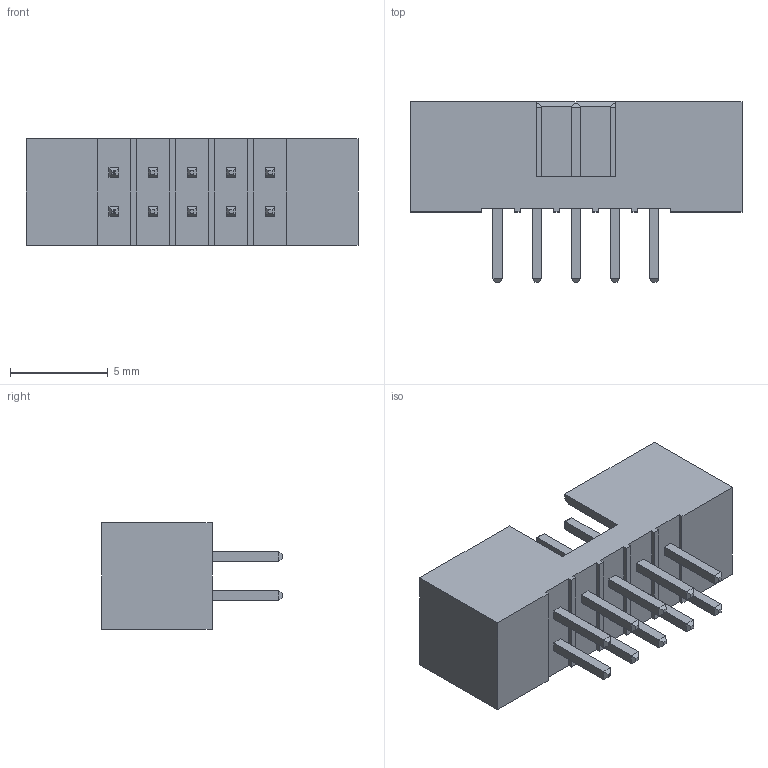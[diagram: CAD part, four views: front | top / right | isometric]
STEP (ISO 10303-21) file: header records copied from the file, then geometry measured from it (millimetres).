
FILE_DESCRIPTION (( 'STEP AP214' ), '1' );
FILE_NAME ('1D9697B7-6D16-48A3-A911-3DADD4FB2F34.STEP', '2022-08-24T04:20:37', ( '' ), ( '' ), 'SwSTEP 2.0', 'SolidWorks 2022', '' );
FILE_SCHEMA (( 'AUTOMOTIVE_DESIGN' ));
Length unit declared in the file: millimetre
Products named in the file (1): 1D9697B7-6D16-48A3-A911-3DADD4FB2F34
Bounding box: 17 x 9.25 x 5.45 mm (x, y, z)
Volume: 249.6 mm3; surface area: 718.4 mm2
Topology: 1 solids, 1 shells, 225 faces, 519 edges, 318 vertices
Faces by surface type: plane 221, cylinder 4
Entity records: 8143 total; most frequent: CARTESIAN_POINT 1063, ORIENTED_EDGE 1038, DIRECTION 979, EDGE_CURVE 519, VECTOR 511, LINE 511, VERTEX_POINT 318, EDGE_LOOP 247
